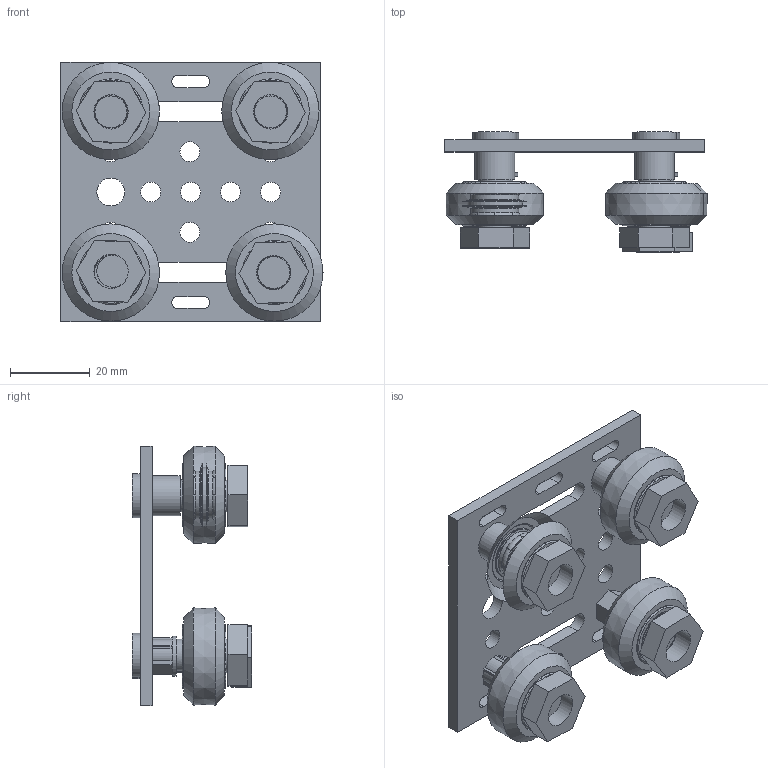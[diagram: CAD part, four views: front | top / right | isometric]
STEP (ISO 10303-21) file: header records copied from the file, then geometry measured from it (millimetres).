
FILE_DESCRIPTION(/* description */ (''),/* implementation_level */ '2;1');
FILE_NAME(/* name */ 'Vozík 20x20 v1.step',/* time_stamp */ '2022-09-16T08:51:19+02:00',/* author */ (''),/* organization */ (''),/* preprocessor_version */ 'ST-DEVELOPER v19',/* originating_system */ 'Autodesk Translation Framework v11.7.0.108',/* authorisation */ '');
FILE_SCHEMA (('AUTOMOTIVE_DESIGN { 1 0 10303 214 3 1 1 }'));
Length unit declared in the file: millimetre
Products named in the file (1): Vozík 20x20
Bounding box: 65.69 x 30 x 65.01 mm (x, y, z)
Volume: 31765.9 mm3; surface area: 25189.8 mm2
Topology: 26 solids, 33 shells, 621 faces, 1643 edges, 1065 vertices
Faces by surface type: cylinder 173, plane 158, torus 154, cone 90, sphere 46
Full cylindrical faces by diameter (mm): 5 x10, 7 x1, 8 x11, 8.4 x4, 8.6 x4, 10 x4, 11 x4, 12 x14, 13.22 x28, 13.89 x4, 15.974 x8, 16 x7
Entity records: 23470 total; most frequent: CARTESIAN_POINT 6760, DIRECTION 3755, ORIENTED_EDGE 3316, EDGE_CURVE 1658, AXIS2_PLACEMENT_3D 1646, VERTEX_POINT 1193, CIRCLE 1024, EDGE_LOOP 823
